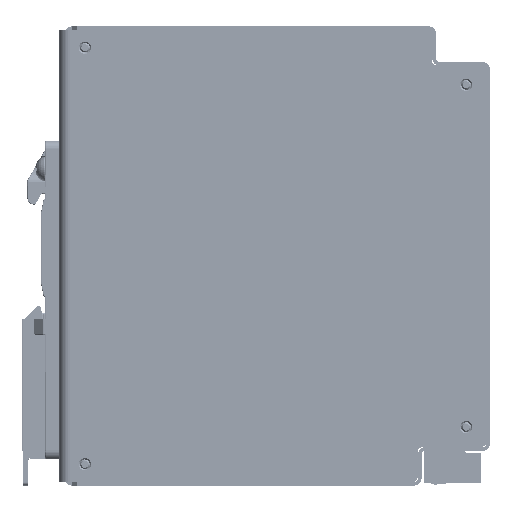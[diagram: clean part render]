
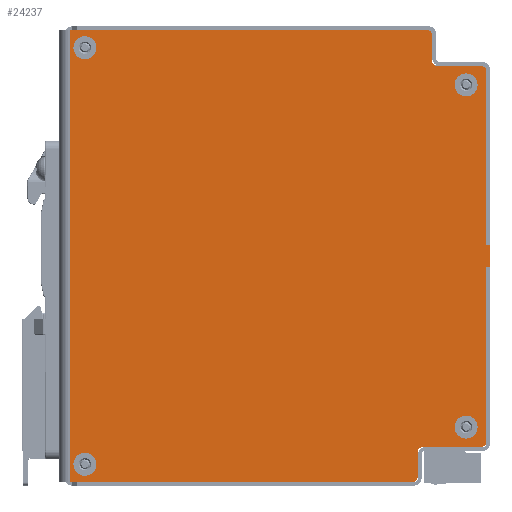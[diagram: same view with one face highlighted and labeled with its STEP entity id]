
A CAD part, front view. The second image highlights one B-rep face of the part: STEP entity #24237.
In plain terms, the highlighted face is planar.
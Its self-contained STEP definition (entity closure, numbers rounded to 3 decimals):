
#24237=ADVANCED_FACE('',(#56657,#56659,#56661,#56663,#56665),#56667,.F.);
#56657=FACE_BOUND('',#56658,.T.);
#56658=EDGE_LOOP('',(#79539,#79540,#79541,#79542,#79543,#79544,#79545,#79546,#79547,
#79548,#79549,#79550,#79551,#79552,#79553,#79554,#79555,#79556));
#56659=FACE_BOUND('',#56660,.T.);
#56660=EDGE_LOOP('',(#79557));
#56661=FACE_BOUND('',#56662,.T.);
#56662=EDGE_LOOP('',(#79558));
#56663=FACE_BOUND('',#56664,.T.);
#56664=EDGE_LOOP('',(#79559));
#56665=FACE_BOUND('',#56666,.T.);
#56666=EDGE_LOOP('',(#79560));
#56667=PLANE('',#56668);
#56668=AXIS2_PLACEMENT_3D('',#56669,#56670,#56671);
#56669=CARTESIAN_POINT('',(0.,0.,0.));
#56670=DIRECTION('',(0.,0.,1.));
#56671=DIRECTION('',(-1.,0.,0.));
#79539=ORIENTED_EDGE('',*,*,#91433,.F.);
#79540=ORIENTED_EDGE('',*,*,#91434,.F.);
#79541=ORIENTED_EDGE('',*,*,#91435,.F.);
#79542=ORIENTED_EDGE('',*,*,#91436,.F.);
#79543=ORIENTED_EDGE('',*,*,#91437,.F.);
#79544=ORIENTED_EDGE('',*,*,#91438,.F.);
#79545=ORIENTED_EDGE('',*,*,#91439,.F.);
#79546=ORIENTED_EDGE('',*,*,#91440,.T.);
#79547=ORIENTED_EDGE('',*,*,#91441,.F.);
#79548=ORIENTED_EDGE('',*,*,#91442,.T.);
#79549=ORIENTED_EDGE('',*,*,#91443,.F.);
#79550=ORIENTED_EDGE('',*,*,#91444,.F.);
#79551=ORIENTED_EDGE('',*,*,#91426,.T.);
#79552=ORIENTED_EDGE('',*,*,#91445,.F.);
#79553=ORIENTED_EDGE('',*,*,#91446,.F.);
#79554=ORIENTED_EDGE('',*,*,#91447,.T.);
#79555=ORIENTED_EDGE('',*,*,#91448,.F.);
#79556=ORIENTED_EDGE('',*,*,#91449,.T.);
#79557=ORIENTED_EDGE('',*,*,#91450,.T.);
#79558=ORIENTED_EDGE('',*,*,#91451,.T.);
#79559=ORIENTED_EDGE('',*,*,#91452,.T.);
#79560=ORIENTED_EDGE('',*,*,#91453,.T.);
#91426=EDGE_CURVE('',#107652,#107650,#107653,.T.);
#91433=EDGE_CURVE('',#107662,#107663,#107664,.F.);
#91434=EDGE_CURVE('',#107665,#107662,#107666,.T.);
#91435=EDGE_CURVE('',#107667,#107665,#107668,.T.);
#91436=EDGE_CURVE('',#107669,#107667,#107670,.T.);
#91437=EDGE_CURVE('',#107671,#107669,#107672,.T.);
#91438=EDGE_CURVE('',#107673,#107671,#107674,.T.);
#91439=EDGE_CURVE('',#107675,#107673,#107676,.F.);
#91440=EDGE_CURVE('',#107675,#107677,#107678,.T.);
#91441=EDGE_CURVE('',#107679,#107677,#107680,.F.);
#91442=EDGE_CURVE('',#107679,#107681,#107682,.T.);
#91443=EDGE_CURVE('',#107683,#107681,#107684,.F.);
#91444=EDGE_CURVE('',#107652,#107683,#107685,.T.);
#91445=EDGE_CURVE('',#107686,#107650,#107687,.T.);
#91446=EDGE_CURVE('',#107688,#107686,#107689,.F.);
#91447=EDGE_CURVE('',#107688,#107690,#107691,.T.);
#91448=EDGE_CURVE('',#107692,#107690,#107693,.F.);
#91449=EDGE_CURVE('',#107692,#107663,#107694,.T.);
#91450=EDGE_CURVE('',#107695,#107695,#107696,.F.);
#91451=EDGE_CURVE('',#107697,#107697,#107698,.F.);
#91452=EDGE_CURVE('',#107699,#107699,#107700,.F.);
#91453=EDGE_CURVE('',#107701,#107701,#107702,.F.);
#107650=VERTEX_POINT('',#157255);
#107652=VERTEX_POINT('',#157260);
#107653=LINE('',#157261,#157262);
#107662=VERTEX_POINT('',#157287);
#107663=VERTEX_POINT('',#157288);
#107664=CIRCLE('',#157289,1.5);
#107665=VERTEX_POINT('',#157293);
#107666=LINE('',#157294,#157295);
#107667=VERTEX_POINT('',#157297);
#107668=LINE('',#157298,#157299);
#107669=VERTEX_POINT('',#157301);
#107670=LINE('',#157302,#157303);
#107671=VERTEX_POINT('',#157305);
#107672=LINE('',#157306,#157307);
#107673=VERTEX_POINT('',#157309);
#107674=LINE('',#157310,#157311);
#107675=VERTEX_POINT('',#157313);
#107676=CIRCLE('',#157314,1.5);
#107677=VERTEX_POINT('',#157318);
#107678=LINE('',#157319,#157320);
#107679=VERTEX_POINT('',#157322);
#107680=CIRCLE('',#157323,1.5);
#107681=VERTEX_POINT('',#157327);
#107682=LINE('',#157328,#157329);
#107683=VERTEX_POINT('',#157331);
#107684=CIRCLE('',#157332,1.5);
#107685=LINE('',#157336,#157337);
#107686=VERTEX_POINT('',#157339);
#107687=LINE('',#157340,#157341);
#107688=VERTEX_POINT('',#157343);
#107689=CIRCLE('',#157344,1.5);
#107690=VERTEX_POINT('',#157348);
#107691=LINE('',#157349,#157350);
#107692=VERTEX_POINT('',#157352);
#107693=CIRCLE('',#157353,1.5);
#107694=LINE('',#157357,#157358);
#107695=VERTEX_POINT('',#157360);
#107696=CIRCLE('',#157361,3.25);
#107697=VERTEX_POINT('',#157365);
#107698=CIRCLE('',#157366,3.25);
#107699=VERTEX_POINT('',#157370);
#107700=CIRCLE('',#157371,3.25);
#107701=VERTEX_POINT('',#157375);
#107702=CIRCLE('',#157376,3.25);
#157255=CARTESIAN_POINT('',(-58.75,63.75,0.));
#157260=CARTESIAN_POINT('',(-58.75,-63.75,0.));
#157261=CARTESIAN_POINT('',(-58.75,-63.75,0.));
#157262=VECTOR('',#157263,1.);
#157263=DIRECTION('',(0.,1.,0.));
#157287=CARTESIAN_POINT('',(58.75,52.35,0.));
#157288=CARTESIAN_POINT('',(57.25,53.85,0.));
#157289=AXIS2_PLACEMENT_3D('',#157290,#157291,#157292);
#157290=CARTESIAN_POINT('',(57.25,52.35,0.));
#157291=DIRECTION('',(0.,0.,-1.));
#157292=DIRECTION('',(0.,1.,0.));
#157293=CARTESIAN_POINT('',(58.75,3.,0.));
#157294=CARTESIAN_POINT('',(58.75,3.,0.));
#157295=VECTOR('',#157296,1.);
#157296=DIRECTION('',(0.,1.,0.));
#157297=CARTESIAN_POINT('',(59.75,3.,0.));
#157298=CARTESIAN_POINT('',(59.75,3.,0.));
#157299=VECTOR('',#157300,1.);
#157300=DIRECTION('',(-1.,0.,0.));
#157301=CARTESIAN_POINT('',(59.75,-3.,0.));
#157302=CARTESIAN_POINT('',(59.75,-3.,0.));
#157303=VECTOR('',#157304,1.);
#157304=DIRECTION('',(0.,1.,0.));
#157305=CARTESIAN_POINT('',(58.75,-3.,0.));
#157306=CARTESIAN_POINT('',(58.75,-3.,0.));
#157307=VECTOR('',#157308,1.);
#157308=DIRECTION('',(1.,0.,0.));
#157309=CARTESIAN_POINT('',(58.75,-52.05,0.));
#157310=CARTESIAN_POINT('',(58.75,-52.05,0.));
#157311=VECTOR('',#157312,1.);
#157312=DIRECTION('',(0.,1.,0.));
#157313=CARTESIAN_POINT('',(57.25,-53.55,0.));
#157314=AXIS2_PLACEMENT_3D('',#157315,#157316,#157317);
#157315=CARTESIAN_POINT('',(57.25,-52.05,0.));
#157316=DIRECTION('',(0.,0.,-1.));
#157317=DIRECTION('',(1.,0.,0.));
#157318=CARTESIAN_POINT('',(44.95,-53.55,0.));
#157319=CARTESIAN_POINT('',(57.25,-53.55,0.));
#157320=VECTOR('',#157321,1.);
#157321=DIRECTION('',(-1.,0.,0.));
#157322=CARTESIAN_POINT('',(43.45,-55.05,0.));
#157323=AXIS2_PLACEMENT_3D('',#157324,#157325,#157326);
#157324=CARTESIAN_POINT('',(44.95,-55.05,0.));
#157325=DIRECTION('',(0.,0.,1.));
#157326=DIRECTION('',(0.,1.,0.));
#157327=CARTESIAN_POINT('',(43.45,-62.25,0.));
#157328=CARTESIAN_POINT('',(43.45,-55.05,0.));
#157329=VECTOR('',#157330,1.);
#157330=DIRECTION('',(0.,-1.,0.));
#157331=CARTESIAN_POINT('',(41.95,-63.75,0.));
#157332=AXIS2_PLACEMENT_3D('',#157333,#157334,#157335);
#157333=CARTESIAN_POINT('',(41.95,-62.25,0.));
#157334=DIRECTION('',(0.,0.,-1.));
#157335=DIRECTION('',(1.,0.,0.));
#157336=CARTESIAN_POINT('',(-58.75,-63.75,0.));
#157337=VECTOR('',#157338,1.);
#157338=DIRECTION('',(1.,0.,0.));
#157339=CARTESIAN_POINT('',(37.85,63.75,0.));
#157340=CARTESIAN_POINT('',(37.85,63.75,0.));
#157341=VECTOR('',#157342,1.);
#157342=DIRECTION('',(-1.,0.,0.));
#157343=CARTESIAN_POINT('',(39.35,62.25,0.));
#157344=AXIS2_PLACEMENT_3D('',#157345,#157346,#157347);
#157345=CARTESIAN_POINT('',(37.85,62.25,0.));
#157346=DIRECTION('',(0.,0.,-1.));
#157347=DIRECTION('',(0.,1.,0.));
#157348=CARTESIAN_POINT('',(39.35,55.35,0.));
#157349=CARTESIAN_POINT('',(39.35,62.25,0.));
#157350=VECTOR('',#157351,1.);
#157351=DIRECTION('',(0.,-1.,0.));
#157352=CARTESIAN_POINT('',(40.85,53.85,0.));
#157353=AXIS2_PLACEMENT_3D('',#157354,#157355,#157356);
#157354=CARTESIAN_POINT('',(40.85,55.35,0.));
#157355=DIRECTION('',(0.,0.,1.));
#157356=DIRECTION('',(-1.,0.,0.));
#157357=CARTESIAN_POINT('',(40.85,53.85,0.));
#157358=VECTOR('',#157359,1.);
#157359=DIRECTION('',(1.,0.,0.));
#157360=CARTESIAN_POINT('',(53.,51.5,0.));
#157361=AXIS2_PLACEMENT_3D('',#157362,#157363,#157364);
#157362=CARTESIAN_POINT('',(53.,48.25,0.));
#157363=DIRECTION('',(0.,0.,-1.));
#157364=DIRECTION('',(0.,1.,0.));
#157365=CARTESIAN_POINT('',(-54.5,62.,0.));
#157366=AXIS2_PLACEMENT_3D('',#157367,#157368,#157369);
#157367=CARTESIAN_POINT('',(-54.5,58.75,0.));
#157368=DIRECTION('',(0.,0.,-1.));
#157369=DIRECTION('',(0.,1.,0.));
#157370=CARTESIAN_POINT('',(-54.5,-55.5,0.));
#157371=AXIS2_PLACEMENT_3D('',#157372,#157373,#157374);
#157372=CARTESIAN_POINT('',(-54.5,-58.75,0.));
#157373=DIRECTION('',(0.,0.,-1.));
#157374=DIRECTION('',(0.,1.,0.));
#157375=CARTESIAN_POINT('',(53.,-45.,0.));
#157376=AXIS2_PLACEMENT_3D('',#157377,#157378,#157379);
#157377=CARTESIAN_POINT('',(53.,-48.25,0.));
#157378=DIRECTION('',(0.,0.,-1.));
#157379=DIRECTION('',(0.,1.,0.));
